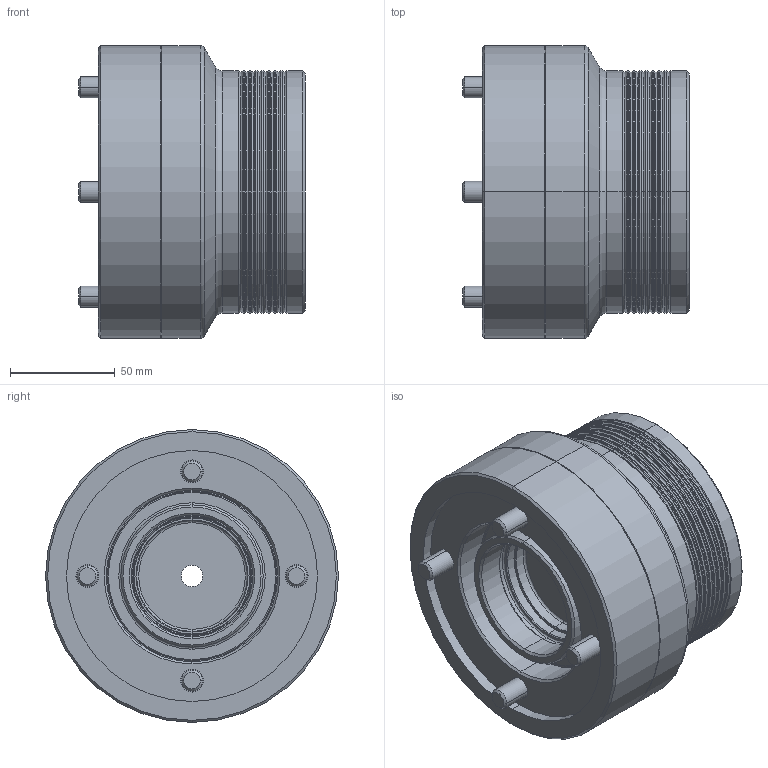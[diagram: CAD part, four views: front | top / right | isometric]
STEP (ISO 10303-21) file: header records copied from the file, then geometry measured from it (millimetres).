
FILE_DESCRIPTION (( 'STEP AP203' ), '1' );
FILE_NAME ('CF-CBD-5212.STEP', '2020-10-28T06:19:26', ( '' ), ( '' ), 'SwSTEP 2.0', 'SolidWorks 2016', '' );
FILE_SCHEMA (( 'CONFIG_CONTROL_DESIGN' ));
Length unit declared in the file: millimetre
Products named in the file (8): CF-CBE-52-05000; 圓頭內六角螺栓_M10x20; CF-CBD-5212-01000; CF-CBD-5212; CF-CBD-52-01000; CF-CBD-52-02000; CF-CBD-52-03000; CF-CBD-52-04000
Assembly tree (10 placements, depth 2):
  CF-CBD-5212
    CF-CBD-52-01000
    CF-CBD-52-02000
    CF-CBD-52-03000
    CF-CBD-52-04000
    CF-CBE-52-05000
    圓頭內六角螺栓_M10x20  x4
    CF-CBD-5212-01000
Bounding box: 108.5 x 140 x 140 mm (x, y, z)
Volume: 926189.3 mm3; surface area: 219755.5 mm2
Topology: 10 solids, 10 shells, 375 faces, 792 edges, 456 vertices
Faces by surface type: cylinder 114, cone 110, plane 95, torus 56
Entity records: 8960 total; most frequent: DIRECTION 1640, CARTESIAN_POINT 1338, ORIENTED_EDGE 1244, AXIS2_PLACEMENT_3D 711, EDGE_CURVE 622, CIRCLE 398, VERTEX_POINT 357, EDGE_LOOP 341
